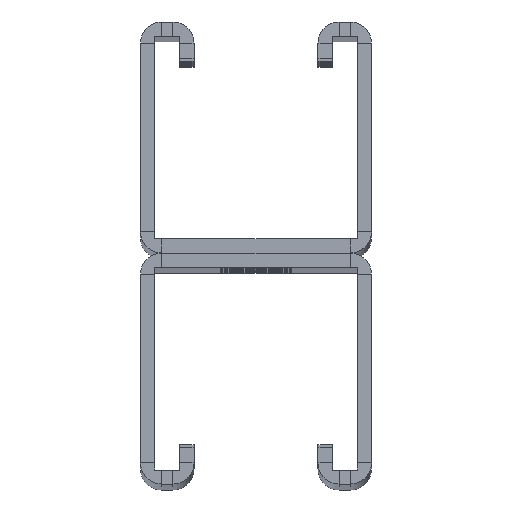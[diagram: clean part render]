
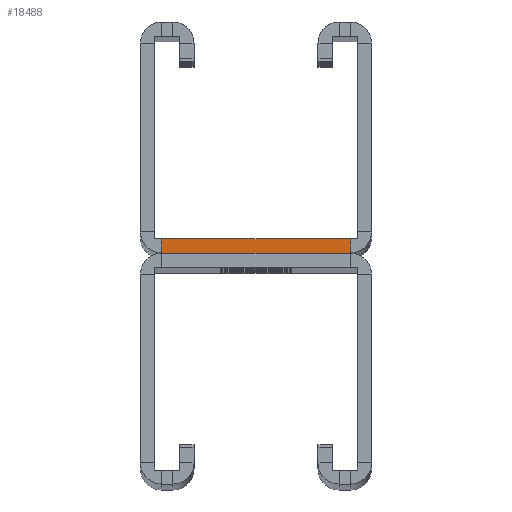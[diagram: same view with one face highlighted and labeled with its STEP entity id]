
A CAD part, top view. The second image highlights one B-rep face of the part: STEP entity #18488.
In plain terms, the highlighted planar face has unit normal (0, 0, 1).
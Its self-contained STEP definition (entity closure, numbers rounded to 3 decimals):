
#125 = DIRECTION ( 'NONE',  ( 0., -1., 0. ) ) ;
#1025 = DIRECTION ( 'NONE',  ( -1., 0., 0. ) ) ;
#2089 = CARTESIAN_POINT ( 'NONE',  ( -16.75, 2.5, 0. ) ) ;
#2991 = DIRECTION ( 'NONE',  ( 1., 0., 0. ) ) ;
#3077 = ORIENTED_EDGE ( 'NONE', *, *, #6171, .F. ) ;
#3562 = VECTOR ( 'NONE', #22692, 1000. ) ;
#4282 = LINE ( 'NONE', #22636, #24097 ) ;
#4751 = VECTOR ( 'NONE', #1025, 1000. ) ;
#6171 = EDGE_CURVE ( 'NONE', #22564, #31942, #26133, .T. ) ;
#6318 = AXIS2_PLACEMENT_3D ( 'NONE', #7959, #37613, #2991 ) ;
#7959 = CARTESIAN_POINT ( 'NONE',  ( -14.75, 37.25, 0. ) ) ;
#9133 = VERTEX_POINT ( 'NONE', #10890 ) ;
#9162 = FACE_OUTER_BOUND ( 'NONE', #23364, .T. ) ;
#10890 = CARTESIAN_POINT ( 'NONE',  ( -16.75, 2.5, 0. ) ) ;
#11247 = EDGE_CURVE ( 'NONE', #22564, #9133, #13960, .T. ) ;
#13387 = VERTEX_POINT ( 'NONE', #32868 ) ;
#13656 = ORIENTED_EDGE ( 'NONE', *, *, #11247, .T. ) ;
#13960 = LINE ( 'NONE', #27185, #4751 ) ;
#16377 = ORIENTED_EDGE ( 'NONE', *, *, #31277, .T. ) ;
#17814 = PLANE ( 'NONE',  #6318 ) ;
#18488 = ADVANCED_FACE ( 'NONE', ( #9162 ), #17814, .T. ) ;
#22564 = VERTEX_POINT ( 'NONE', #29397 ) ;
#22636 = CARTESIAN_POINT ( 'NONE',  ( 0., 0., 0. ) ) ;
#22692 = DIRECTION ( 'NONE',  ( 0., -1., 0. ) ) ;
#22867 = CARTESIAN_POINT ( 'NONE',  ( 16.75, 0., 0. ) ) ;
#23364 = EDGE_LOOP ( 'NONE', ( #13656, #16377, #38061, #3077 ) ) ;
#24097 = VECTOR ( 'NONE', #34839, 1000. ) ;
#26027 = CARTESIAN_POINT ( 'NONE',  ( 16.75, 2.5, 0. ) ) ;
#26133 = LINE ( 'NONE', #26027, #27057 ) ;
#27057 = VECTOR ( 'NONE', #125, 1000. ) ;
#27185 = CARTESIAN_POINT ( 'NONE',  ( 0., 2.5, 0. ) ) ;
#27736 = EDGE_CURVE ( 'NONE', #31942, #13387, #4282, .T. ) ;
#29397 = CARTESIAN_POINT ( 'NONE',  ( 16.75, 2.5, 0. ) ) ;
#31277 = EDGE_CURVE ( 'NONE', #9133, #13387, #32611, .T. ) ;
#31942 = VERTEX_POINT ( 'NONE', #22867 ) ;
#32611 = LINE ( 'NONE', #2089, #3562 ) ;
#32868 = CARTESIAN_POINT ( 'NONE',  ( -16.75, 0., 0. ) ) ;
#34839 = DIRECTION ( 'NONE',  ( -1., 0., 0. ) ) ;
#37613 = DIRECTION ( 'NONE',  ( 0., 0., 1. ) ) ;
#38061 = ORIENTED_EDGE ( 'NONE', *, *, #27736, .F. ) ;
